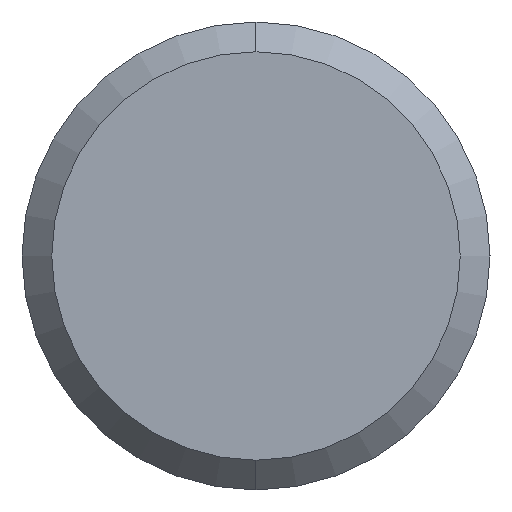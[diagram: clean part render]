
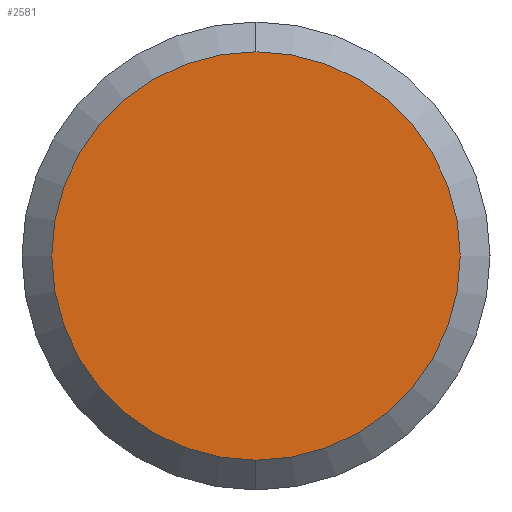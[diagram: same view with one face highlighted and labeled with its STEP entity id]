
A CAD part, left-side view. The second image highlights one B-rep face of the part: STEP entity #2581.
In plain terms, the highlighted planar face has unit normal (-1, 0, 0).
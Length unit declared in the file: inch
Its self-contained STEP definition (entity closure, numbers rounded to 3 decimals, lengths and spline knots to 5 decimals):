
#88 = DIRECTION ( 'NONE',  ( -1., 0., 0. ) ) ;
#159 = EDGE_CURVE ( 'NONE', #600, #2457, #1843, .T. ) ;
#310 = CARTESIAN_POINT ( 'NONE',  ( 0., 0., 0. ) ) ;
#327 = AXIS2_PLACEMENT_3D ( 'NONE', #310, #88, #1384 ) ;
#506 = AXIS2_PLACEMENT_3D ( 'NONE', #2085, #2728, #2282 ) ;
#565 = CARTESIAN_POINT ( 'NONE',  ( 0., 0., 0. ) ) ;
#600 = VERTEX_POINT ( 'NONE', #1203 ) ;
#612 = CIRCLE ( 'NONE', #327, 0.103 ) ;
#853 = EDGE_LOOP ( 'NONE', ( #1779, #1048 ) ) ;
#1048 = ORIENTED_EDGE ( 'NONE', *, *, #159, .T. ) ;
#1153 = CARTESIAN_POINT ( 'NONE',  ( 0., 0., -0.103 ) ) ;
#1203 = CARTESIAN_POINT ( 'NONE',  ( 0., 0., 0.103 ) ) ;
#1384 = DIRECTION ( 'NONE',  ( 0., 0., 1. ) ) ;
#1471 = FACE_OUTER_BOUND ( 'NONE', #853, .T. ) ;
#1651 = DIRECTION ( 'NONE',  ( 0., 0., 1. ) ) ;
#1753 = EDGE_CURVE ( 'NONE', #2457, #600, #612, .T. ) ;
#1779 = ORIENTED_EDGE ( 'NONE', *, *, #1753, .T. ) ;
#1816 = AXIS2_PLACEMENT_3D ( 'NONE', #565, #2074, #1651 ) ;
#1843 = CIRCLE ( 'NONE', #506, 0.103 ) ;
#2074 = DIRECTION ( 'NONE',  ( -1., 0., 0. ) ) ;
#2085 = CARTESIAN_POINT ( 'NONE',  ( 0., 0., 0. ) ) ;
#2275 = PLANE ( 'NONE',  #1816 ) ;
#2282 = DIRECTION ( 'NONE',  ( 0., 0., 1. ) ) ;
#2457 = VERTEX_POINT ( 'NONE', #1153 ) ;
#2581 = ADVANCED_FACE ( 'NONE', ( #1471 ), #2275, .T. ) ;
#2728 = DIRECTION ( 'NONE',  ( -1., 0., 0. ) ) ;
